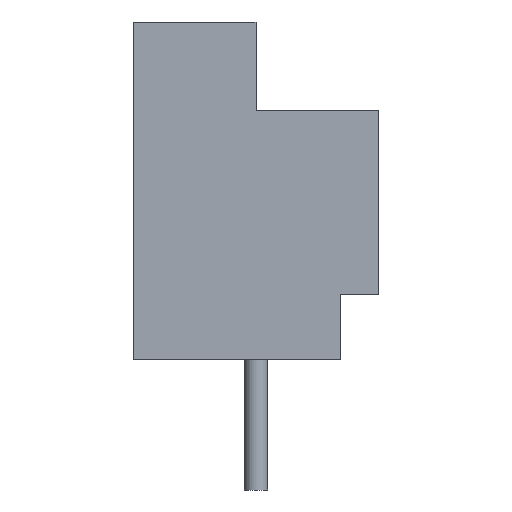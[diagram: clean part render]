
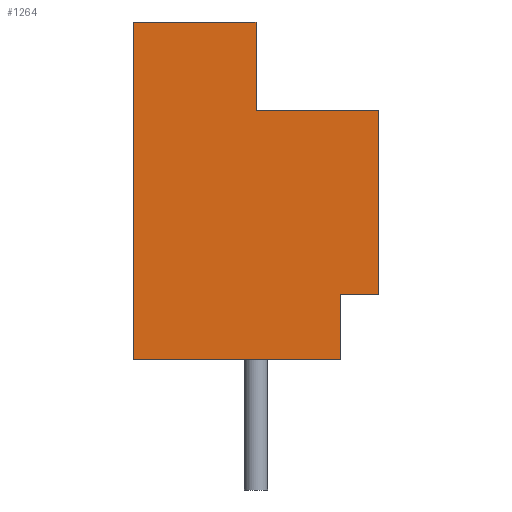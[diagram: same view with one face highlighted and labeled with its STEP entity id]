
A CAD part, left-side view. The second image highlights one B-rep face of the part: STEP entity #1264.
In plain terms, the highlighted planar face has unit normal (-1, 0, 0).
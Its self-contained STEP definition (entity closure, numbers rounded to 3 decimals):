
#43=PLANE('',#1391);
#120=FACE_OUTER_BOUND('',#215,.T.);
#215=EDGE_LOOP('',(#979,#980,#981,#982,#983,#984,#985,#986));
#305=LINE('',#1959,#437);
#314=LINE('',#1979,#446);
#323=LINE('',#1999,#455);
#325=LINE('',#2003,#457);
#326=LINE('',#2004,#458);
#327=LINE('',#2006,#459);
#328=LINE('',#2007,#460);
#329=LINE('',#2008,#461);
#437=VECTOR('',#1602,1000.);
#446=VECTOR('',#1615,1000.);
#455=VECTOR('',#1628,1000.);
#457=VECTOR('',#1632,1000.);
#458=VECTOR('',#1633,1000.);
#459=VECTOR('',#1634,1000.);
#460=VECTOR('',#1635,1000.);
#461=VECTOR('',#1636,1000.);
#621=VERTEX_POINT('',#1956);
#622=VERTEX_POINT('',#1958);
#630=VERTEX_POINT('',#1976);
#631=VERTEX_POINT('',#1978);
#639=VERTEX_POINT('',#1996);
#640=VERTEX_POINT('',#1998);
#641=VERTEX_POINT('',#2002);
#642=VERTEX_POINT('',#2005);
#753=EDGE_CURVE('',#621,#622,#305,.T.);
#762=EDGE_CURVE('',#631,#630,#314,.T.);
#771=EDGE_CURVE('',#639,#640,#323,.T.);
#773=EDGE_CURVE('',#641,#621,#325,.T.);
#774=EDGE_CURVE('',#641,#640,#326,.T.);
#775=EDGE_CURVE('',#639,#642,#327,.T.);
#776=EDGE_CURVE('',#642,#631,#328,.T.);
#777=EDGE_CURVE('',#630,#622,#329,.T.);
#979=ORIENTED_EDGE('',*,*,#773,.F.);
#980=ORIENTED_EDGE('',*,*,#774,.T.);
#981=ORIENTED_EDGE('',*,*,#771,.F.);
#982=ORIENTED_EDGE('',*,*,#775,.T.);
#983=ORIENTED_EDGE('',*,*,#776,.T.);
#984=ORIENTED_EDGE('',*,*,#762,.T.);
#985=ORIENTED_EDGE('',*,*,#777,.T.);
#986=ORIENTED_EDGE('',*,*,#753,.F.);
#1264=ADVANCED_FACE('',(#120),#43,.F.);
#1391=AXIS2_PLACEMENT_3D('',#2001,#1630,#1631);
#1602=DIRECTION('',(0.,1.,0.));
#1615=DIRECTION('',(0.,1.,0.));
#1628=DIRECTION('',(0.,0.,-1.));
#1630=DIRECTION('center_axis',(1.,0.,0.));
#1631=DIRECTION('ref_axis',(0.,0.,1.));
#1632=DIRECTION('',(0.,0.,-1.));
#1633=DIRECTION('',(0.,-1.,0.));
#1634=DIRECTION('',(0.,1.,0.));
#1635=DIRECTION('',(0.,0.,1.));
#1636=DIRECTION('',(0.,0.,-1.));
#1956=CARTESIAN_POINT('',(-12.5,-2.2,0.));
#1958=CARTESIAN_POINT('',(-12.5,3.2,0.));
#1959=CARTESIAN_POINT('',(-12.5,-3.2,0.));
#1976=CARTESIAN_POINT('',(-12.5,3.2,8.8));
#1978=CARTESIAN_POINT('',(-12.5,0.,8.8));
#1979=CARTESIAN_POINT('',(-12.5,-3.2,8.8));
#1996=CARTESIAN_POINT('',(-12.5,-3.2,6.5));
#1998=CARTESIAN_POINT('',(-12.5,-3.2,1.7));
#1999=CARTESIAN_POINT('',(-12.5,-3.2,8.8));
#2001=CARTESIAN_POINT('Origin',(-12.5,-3.2,8.8));
#2002=CARTESIAN_POINT('',(-12.5,-2.2,1.7));
#2003=CARTESIAN_POINT('',(-12.5,-2.2,1.7));
#2004=CARTESIAN_POINT('',(-12.5,-2.2,1.7));
#2005=CARTESIAN_POINT('',(-12.5,0.,6.5));
#2006=CARTESIAN_POINT('',(-12.5,-3.2,6.5));
#2007=CARTESIAN_POINT('',(-12.5,0.,8.8));
#2008=CARTESIAN_POINT('',(-12.5,3.2,8.8));
